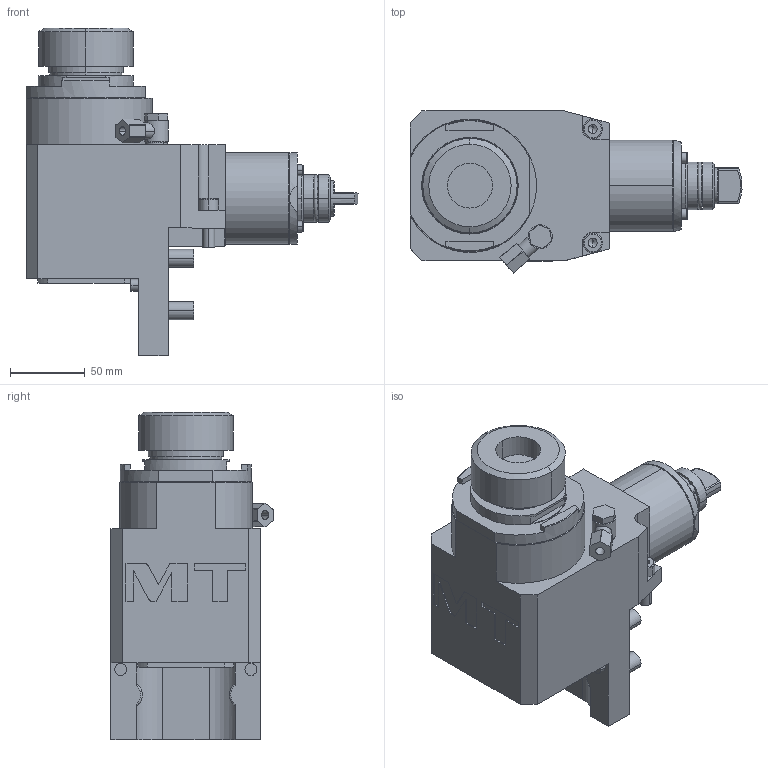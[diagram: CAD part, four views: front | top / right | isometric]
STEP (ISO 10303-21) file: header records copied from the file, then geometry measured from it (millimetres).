
FILE_DESCRIPTION((''),'2;1');
FILE_NAME('MSL0480140_CONF','2023-02-28T15:21:11',('sterribile'),('M.T. srl'),'CREO PARAMETRIC BY PTC INC, 2021072','CREO PARAMETRIC BY PTC INC, 2021072','');
FILE_SCHEMA(('CONFIG_CONTROL_DESIGN'));
Length unit declared in the file: millimetre
Products named in the file (1): MSL0480140_CONF
Bounding box: 221.61 x 108.25 x 218.66 mm (x, y, z)
Volume: 1633466.9 mm3; surface area: 141299.8 mm2
Topology: 1 solids, 1 shells, 360 faces, 856 edges, 542 vertices
Faces by surface type: plane 167, cylinder 139, cone 36, torus 16, extrusion 2
Entity records: 10778 total; most frequent: CARTESIAN_POINT 2210, DIRECTION 1870, ORIENTED_EDGE 1688, EDGE_CURVE 844, AXIS2_PLACEMENT_3D 706, VERTEX_POINT 542, VECTOR 458, LINE 456
